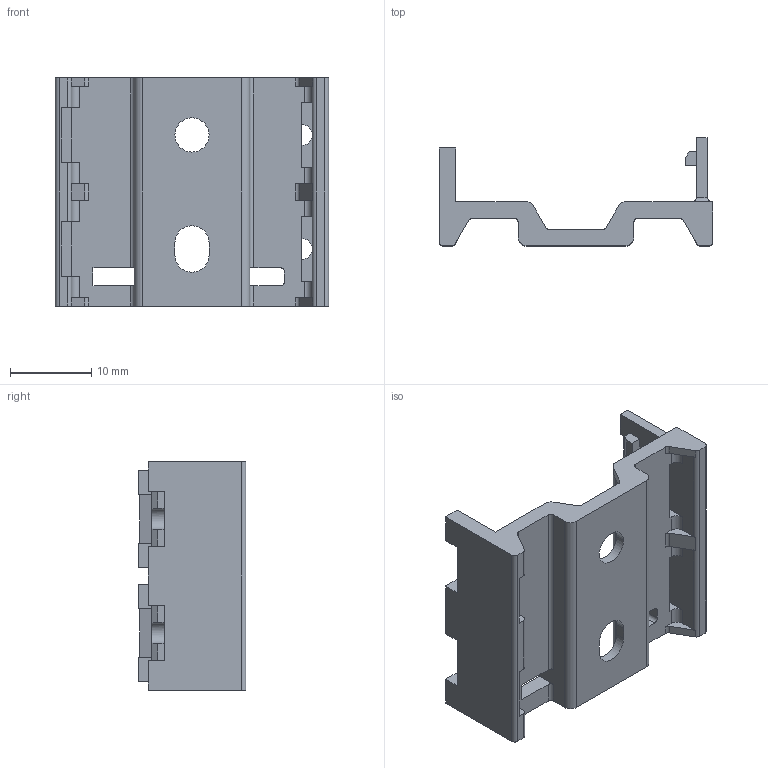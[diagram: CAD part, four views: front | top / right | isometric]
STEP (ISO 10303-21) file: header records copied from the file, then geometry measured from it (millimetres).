
FILE_DESCRIPTION((''),'2;1');
FILE_NAME('00175160200','2019-10-24T',('presta_be4'),(''),'CREO PARAMETRIC BY PTC INC, 2018360','CREO PARAMETRIC BY PTC INC, 2018360','');
FILE_SCHEMA(('CONFIG_CONTROL_DESIGN'));
Length unit declared in the file: millimetre
Products named in the file (1): 00175160200
Bounding box: 33.55 x 13.25 x 28 mm (x, y, z)
Volume: 2839.7 mm3; surface area: 3839.5 mm2
Topology: 1 solids, 1 shells, 192 faces, 580 edges, 380 vertices
Faces by surface type: plane 128, cylinder 64
Entity records: 6591 total; most frequent: CARTESIAN_POINT 1237, ORIENTED_EDGE 1160, DIRECTION 1076, EDGE_CURVE 580, VECTOR 428, LINE 428, VERTEX_POINT 380, AXIS2_PLACEMENT_3D 324
